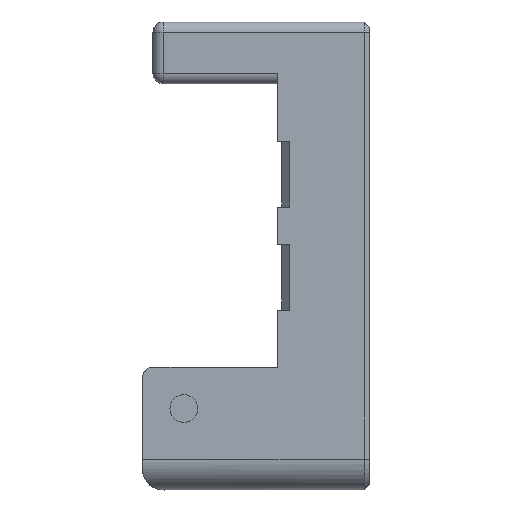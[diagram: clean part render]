
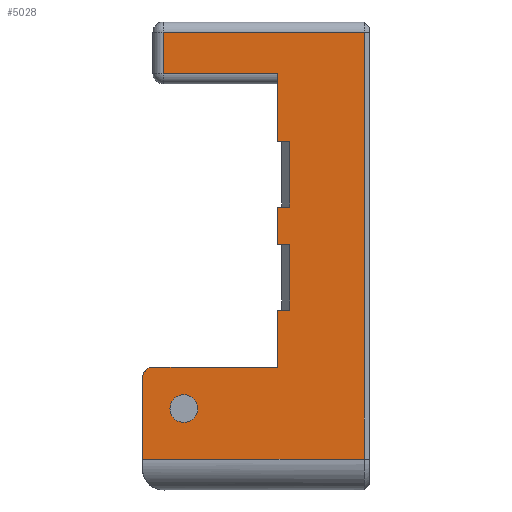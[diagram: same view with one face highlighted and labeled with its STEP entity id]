
A CAD part, left-side view. The second image highlights one B-rep face of the part: STEP entity #5028.
In plain terms, the highlighted planar face has unit normal (-1, 0, 0).
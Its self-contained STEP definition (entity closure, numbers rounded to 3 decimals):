
#63=FACE_BOUND('',#592,.T.);
#180=CIRCLE('',#5351,1.);
#181=CIRCLE('',#5352,1.35);
#302=FACE_OUTER_BOUND('',#591,.T.);
#591=EDGE_LOOP('',(#3725,#3726,#3727,#3728,#3729,#3730,#3731,#3732,#3733,
#3734,#3735,#3736,#3737,#3738,#3739,#3740,#3741));
#592=EDGE_LOOP('',(#3742));
#863=LINE('',#7017,#1467);
#953=LINE('',#7365,#1557);
#1047=LINE('',#7891,#1651);
#1067=LINE('',#7949,#1671);
#1069=LINE('',#7965,#1673);
#1075=LINE('',#7981,#1679);
#1076=LINE('',#7983,#1680);
#1077=LINE('',#7984,#1681);
#1078=LINE('',#7986,#1682);
#1079=LINE('',#7988,#1683);
#1080=LINE('',#7990,#1684);
#1081=LINE('',#7992,#1685);
#1082=LINE('',#7994,#1686);
#1083=LINE('',#7996,#1687);
#1084=LINE('',#7998,#1688);
#1085=LINE('',#8000,#1689);
#1467=VECTOR('',#5658,10.);
#1557=VECTOR('',#5838,10.);
#1651=VECTOR('',#6000,10.);
#1671=VECTOR('',#6052,10.);
#1673=VECTOR('',#6058,10.);
#1679=VECTOR('',#6070,10.);
#1680=VECTOR('',#6071,10.);
#1681=VECTOR('',#6072,10.);
#1682=VECTOR('',#6073,10.);
#1683=VECTOR('',#6074,10.);
#1684=VECTOR('',#6075,10.);
#1685=VECTOR('',#6076,10.);
#1686=VECTOR('',#6077,10.);
#1687=VECTOR('',#6078,10.);
#1688=VECTOR('',#6079,10.);
#1689=VECTOR('',#6080,10.);
#2071=VERTEX_POINT('',#7009);
#2073=VERTEX_POINT('',#7015);
#2185=VERTEX_POINT('',#7362);
#2186=VERTEX_POINT('',#7364);
#2273=VERTEX_POINT('',#7889);
#2295=VERTEX_POINT('',#7948);
#2297=VERTEX_POINT('',#7964);
#2304=VERTEX_POINT('',#7980);
#2305=VERTEX_POINT('',#7982);
#2306=VERTEX_POINT('',#7985);
#2307=VERTEX_POINT('',#7987);
#2308=VERTEX_POINT('',#7989);
#2309=VERTEX_POINT('',#7991);
#2310=VERTEX_POINT('',#7993);
#2311=VERTEX_POINT('',#7995);
#2312=VERTEX_POINT('',#7997);
#2313=VERTEX_POINT('',#7999);
#2314=VERTEX_POINT('',#8002);
#2562=EDGE_CURVE('',#2073,#2071,#863,.T.);
#2694=EDGE_CURVE('',#2186,#2185,#953,.T.);
#2812=EDGE_CURVE('',#2273,#2073,#1047,.T.);
#2841=EDGE_CURVE('',#2071,#2295,#1067,.T.);
#2845=EDGE_CURVE('',#2297,#2295,#1069,.T.);
#2853=EDGE_CURVE('',#2304,#2273,#1075,.T.);
#2854=EDGE_CURVE('',#2305,#2304,#1076,.T.);
#2855=EDGE_CURVE('',#2305,#2186,#1077,.T.);
#2856=EDGE_CURVE('',#2185,#2306,#1078,.T.);
#2857=EDGE_CURVE('',#2306,#2307,#1079,.T.);
#2858=EDGE_CURVE('',#2307,#2308,#1080,.T.);
#2859=EDGE_CURVE('',#2308,#2309,#1081,.T.);
#2860=EDGE_CURVE('',#2309,#2310,#1082,.T.);
#2861=EDGE_CURVE('',#2310,#2311,#1083,.T.);
#2862=EDGE_CURVE('',#2311,#2312,#1084,.T.);
#2863=EDGE_CURVE('',#2312,#2313,#1085,.T.);
#2864=EDGE_CURVE('',#2313,#2297,#180,.T.);
#2865=EDGE_CURVE('',#2314,#2314,#181,.T.);
#3725=ORIENTED_EDGE('',*,*,#2562,.F.);
#3726=ORIENTED_EDGE('',*,*,#2812,.F.);
#3727=ORIENTED_EDGE('',*,*,#2853,.F.);
#3728=ORIENTED_EDGE('',*,*,#2854,.F.);
#3729=ORIENTED_EDGE('',*,*,#2855,.T.);
#3730=ORIENTED_EDGE('',*,*,#2694,.T.);
#3731=ORIENTED_EDGE('',*,*,#2856,.T.);
#3732=ORIENTED_EDGE('',*,*,#2857,.T.);
#3733=ORIENTED_EDGE('',*,*,#2858,.T.);
#3734=ORIENTED_EDGE('',*,*,#2859,.T.);
#3735=ORIENTED_EDGE('',*,*,#2860,.T.);
#3736=ORIENTED_EDGE('',*,*,#2861,.T.);
#3737=ORIENTED_EDGE('',*,*,#2862,.T.);
#3738=ORIENTED_EDGE('',*,*,#2863,.T.);
#3739=ORIENTED_EDGE('',*,*,#2864,.T.);
#3740=ORIENTED_EDGE('',*,*,#2845,.T.);
#3741=ORIENTED_EDGE('',*,*,#2841,.F.);
#3742=ORIENTED_EDGE('',*,*,#2865,.T.);
#4813=PLANE('',#5350);
#5028=ADVANCED_FACE('',(#302,#63),#4813,.F.);
#5350=AXIS2_PLACEMENT_3D('',#7979,#6068,#6069);
#5351=AXIS2_PLACEMENT_3D('',#8001,#6081,#6082);
#5352=AXIS2_PLACEMENT_3D('',#8003,#6083,#6084);
#5658=DIRECTION('',(0.,0.,-1.));
#5838=DIRECTION('',(0.,-1.,0.));
#6000=DIRECTION('',(0.,-1.,0.));
#6052=DIRECTION('',(0.,1.,0.));
#6058=DIRECTION('',(0.,0.,-1.));
#6068=DIRECTION('center_axis',(1.,0.,0.));
#6069=DIRECTION('ref_axis',(0.,1.,0.));
#6070=DIRECTION('',(0.,0.,1.));
#6071=DIRECTION('',(0.,1.,0.));
#6072=DIRECTION('',(0.,0.,-1.));
#6073=DIRECTION('',(0.,0.,-1.));
#6074=DIRECTION('',(0.,1.,0.));
#6075=DIRECTION('',(0.,0.,-1.));
#6076=DIRECTION('',(0.,-1.,0.));
#6077=DIRECTION('',(0.,0.,-1.));
#6078=DIRECTION('',(0.,1.,0.));
#6079=DIRECTION('',(0.,0.,-1.));
#6080=DIRECTION('',(0.,1.,0.));
#6081=DIRECTION('center_axis',(-1.,0.,0.));
#6082=DIRECTION('ref_axis',(0.,1.,0.));
#6083=DIRECTION('center_axis',(1.,0.,0.));
#6084=DIRECTION('ref_axis',(0.,-1.,0.));
#7009=CARTESIAN_POINT('',(105.099,151.65,89.053));
#7015=CARTESIAN_POINT('',(105.099,151.65,130.45));
#7017=CARTESIAN_POINT('',(105.099,151.65,109.502));
#7362=CARTESIAN_POINT('',(105.099,158.858,119.9));
#7364=CARTESIAN_POINT('',(105.099,160.058,119.9));
#7365=CARTESIAN_POINT('',(105.099,160.604,119.9));
#7889=CARTESIAN_POINT('',(105.099,171.15,130.45));
#7891=CARTESIAN_POINT('',(105.099,155.4,130.45));
#7948=CARTESIAN_POINT('',(105.099,173.15,89.053));
#7949=CARTESIAN_POINT('',(105.099,166.15,89.053));
#7964=CARTESIAN_POINT('',(105.099,173.15,96.95));
#7965=CARTESIAN_POINT('',(105.099,173.15,96.95));
#7979=CARTESIAN_POINT('Origin',(105.099,161.15,108.751));
#7980=CARTESIAN_POINT('',(105.099,171.15,126.45));
#7981=CARTESIAN_POINT('',(105.099,171.15,119.601));
#7982=CARTESIAN_POINT('',(105.099,160.058,126.45));
#7983=CARTESIAN_POINT('',(105.099,166.15,126.45));
#7984=CARTESIAN_POINT('',(105.099,160.058,125.45));
#7985=CARTESIAN_POINT('',(105.099,158.858,113.5));
#7986=CARTESIAN_POINT('',(105.099,158.858,112.726));
#7987=CARTESIAN_POINT('',(105.099,160.058,113.5));
#7988=CARTESIAN_POINT('',(105.099,160.604,113.5));
#7989=CARTESIAN_POINT('',(105.099,160.058,109.9));
#7990=CARTESIAN_POINT('',(105.099,160.058,125.45));
#7991=CARTESIAN_POINT('',(105.099,158.858,109.9));
#7992=CARTESIAN_POINT('',(105.099,160.604,109.9));
#7993=CARTESIAN_POINT('',(105.099,158.858,103.5));
#7994=CARTESIAN_POINT('',(105.099,158.858,107.726));
#7995=CARTESIAN_POINT('',(105.099,160.058,103.5));
#7996=CARTESIAN_POINT('',(105.099,160.604,103.5));
#7997=CARTESIAN_POINT('',(105.099,160.058,97.95));
#7998=CARTESIAN_POINT('',(105.099,160.058,125.45));
#7999=CARTESIAN_POINT('',(105.099,172.15,97.95));
#8000=CARTESIAN_POINT('',(105.099,160.058,97.95));
#8001=CARTESIAN_POINT('Origin',(105.099,172.15,96.95));
#8002=CARTESIAN_POINT('',(105.099,170.5,93.95));
#8003=CARTESIAN_POINT('Origin',(105.099,169.15,93.95));
